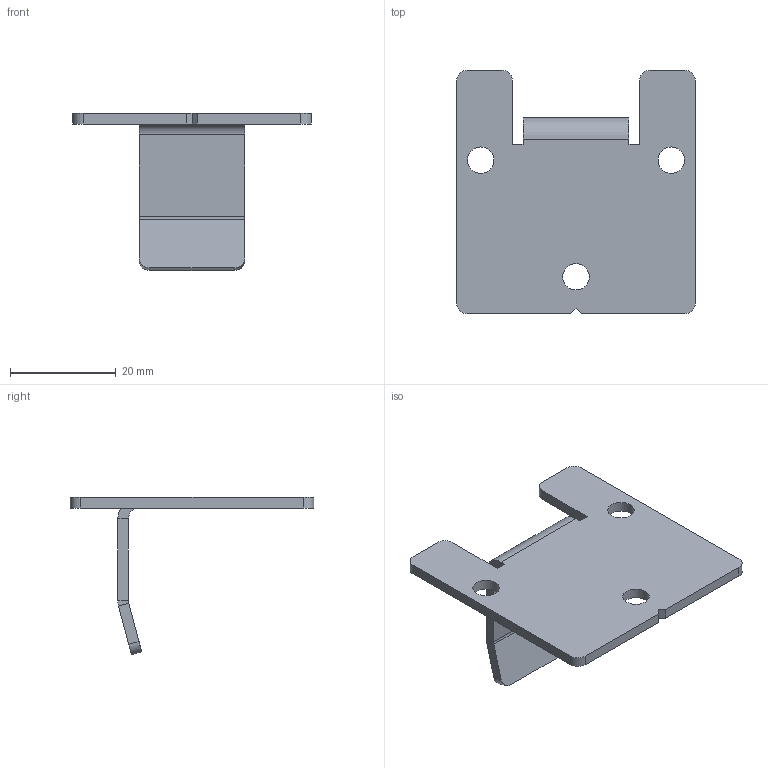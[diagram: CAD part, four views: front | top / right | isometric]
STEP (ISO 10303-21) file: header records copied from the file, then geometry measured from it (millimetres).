
FILE_DESCRIPTION(/* description */ (''),/* implementation_level */ '2;1');
FILE_NAME(/* name */ '66RDM-2.stp',/* time_stamp */ '2021-11-24T16:45:49+01:00',/* author */ ('DOMINIQUE'),/* organization */ (''),/* preprocessor_version */ 'ST-DEVELOPER v18.1',/* originating_system */ 'Autodesk Inventor 2021',/* authorisation */ '');
FILE_SCHEMA (('AUTOMOTIVE_DESIGN { 1 0 10303 214 3 1 1 }'));
Length unit declared in the file: millimetre
Products named in the file (1): 24895
Bounding box: 45 x 46 x 29.66 mm (x, y, z)
Volume: 4592.2 mm3; surface area: 5220.2 mm2
Topology: 1 solids, 1 shells, 44 faces, 110 edges, 68 vertices
Faces by surface type: plane 29, cylinder 15
Full cylindrical faces by diameter (mm): 5 x3
Entity records: 1349 total; most frequent: DIRECTION 230, CARTESIAN_POINT 223, ORIENTED_EDGE 220, EDGE_CURVE 110, LINE 80, VECTOR 80, AXIS2_PLACEMENT_3D 75, VERTEX_POINT 68
